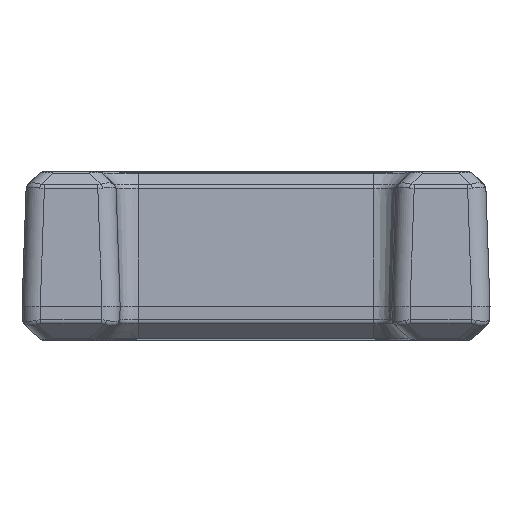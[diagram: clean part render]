
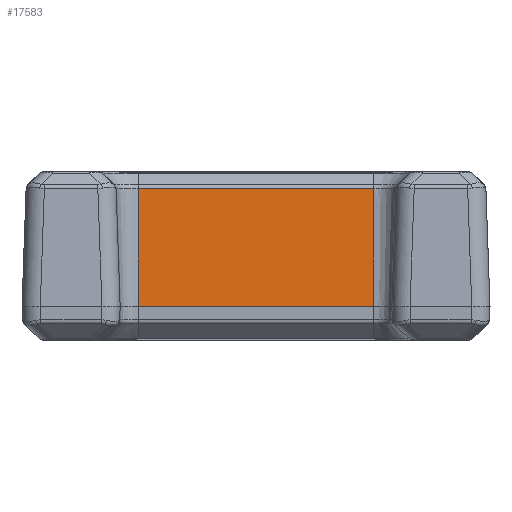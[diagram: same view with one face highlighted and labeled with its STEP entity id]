
A CAD part, front view. The second image highlights one B-rep face of the part: STEP entity #17583.
In plain terms, the highlighted planar face has unit normal (0, -0.999, 0.035).
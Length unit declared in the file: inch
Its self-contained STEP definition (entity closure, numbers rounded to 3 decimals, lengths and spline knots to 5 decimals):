
#3097=DIRECTION('',(1.,0.,0.));
#3098=VECTOR('',#3097,1.03);
#3099=CARTESIAN_POINT('',(-1.54,-1.07,0.));
#3100=LINE('',#3099,#3098);
#3749=DIRECTION('',(0.,0.035,0.999));
#3750=VECTOR('',#3749,0.51526);
#3751=CARTESIAN_POINT('',(-0.51,-1.07,0.));
#3752=LINE('',#3751,#3750);
#3753=DIRECTION('',(0.,0.035,0.999));
#3754=VECTOR('',#3753,0.51526);
#3755=CARTESIAN_POINT('',(-1.54,-1.07,0.));
#3756=LINE('',#3755,#3754);
#3761=DIRECTION('',(1.,0.,0.));
#3762=VECTOR('',#3761,1.03);
#3763=CARTESIAN_POINT('',(-1.54,-1.05202,
0.51495));
#3764=LINE('',#3763,#3762);
#11190=CARTESIAN_POINT('',(-1.54,-1.07,0.));
#11191=CARTESIAN_POINT('',(-0.51,-1.07,0.));
#11192=VERTEX_POINT('',#11190);
#11193=VERTEX_POINT('',#11191);
#11357=CARTESIAN_POINT('',(-0.51,-1.05202,0.51495));
#11358=VERTEX_POINT('',#11357);
#11361=CARTESIAN_POINT('',(-1.54,-1.05202,
0.51495));
#11362=VERTEX_POINT('',#11361);
#17570=CARTESIAN_POINT('',(-2.58335,-1.07,0.));
#17571=DIRECTION('',(0.,-0.999,0.035));
#17572=DIRECTION('',(1.,0.,0.));
#17573=AXIS2_PLACEMENT_3D('',#17570,#17571,#17572);
#17574=PLANE('',#17573);
#17576=ORIENTED_EDGE('',*,*,#17575,.T.);
#17577=ORIENTED_EDGE('',*,*,#17565,.F.);
#17578=ORIENTED_EDGE('',*,*,#16692,.F.);
#17580=ORIENTED_EDGE('',*,*,#17579,.T.);
#17581=EDGE_LOOP('',(#17576,#17577,#17578,#17580));
#17582=FACE_OUTER_BOUND('',#17581,.F.);
#17583=ADVANCED_FACE('',(#17582),#17574,.T.);
#16692=EDGE_CURVE('',#11192,#11193,#3100,.T.);
#17565=EDGE_CURVE('',#11193,#11358,#3752,.T.);
#17575=EDGE_CURVE('',#11362,#11358,#3764,.T.);
#17579=EDGE_CURVE('',#11192,#11362,#3756,.T.);
